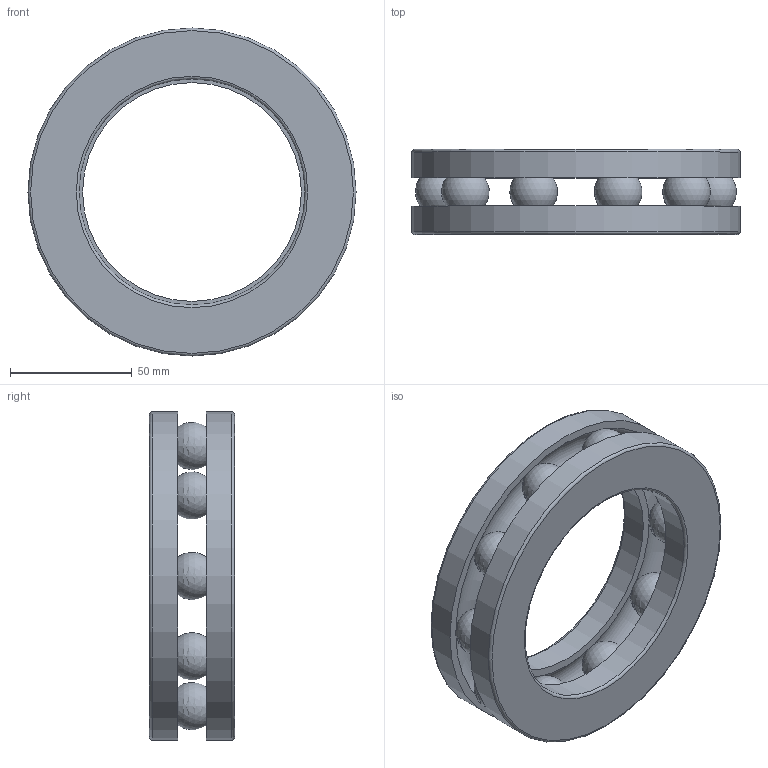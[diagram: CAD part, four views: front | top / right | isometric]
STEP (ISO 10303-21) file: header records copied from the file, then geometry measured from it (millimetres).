
FILE_DESCRIPTION( ( 'STEP AP214' ), '1' );
FILE_NAME( '51218.stp', '2020-09-29T15:39:42', ( 'License CC BY-ND 4.0' ), ( 'CADENAS' ), ' ', 'PARTsolutions', ' ' );
FILE_SCHEMA( ( 'AUTOMOTIVE_DESIGN { 1 0 10303 214 1 1 1 1 }' ) );
Length unit declared in the file: millimetre
Products named in the file (4): 51218; _51218 Housing raceway disc; _51218 Shaft raceway disc; _51218 Ball
Assembly tree (12 placements, depth 2):
  51218
    _51218 Housing raceway disc
    _51218 Shaft raceway disc
    _51218 Ball  x10
Bounding box: 135 x 35 x 135 mm (x, y, z)
Volume: 188691.1 mm3; surface area: 60743.1 mm2
Topology: 12 solids, 12 shells, 26 faces, 56 edges, 36 vertices
Faces by surface type: sphere 10, torus 6, plane 6, cylinder 4
Full cylindrical faces by diameter (mm): 90 x1, 93 x1, 135 x2
Entity records: 628 total; most frequent: DIRECTION 92, CARTESIAN_POINT 64, AXIS2_PLACEMENT_3D 46, EDGE_LOOP 32, ORIENTED_EDGE 32, FACE_OUTER_BOUND 26, VERTEX_POINT 18, STYLED_ITEM 17
